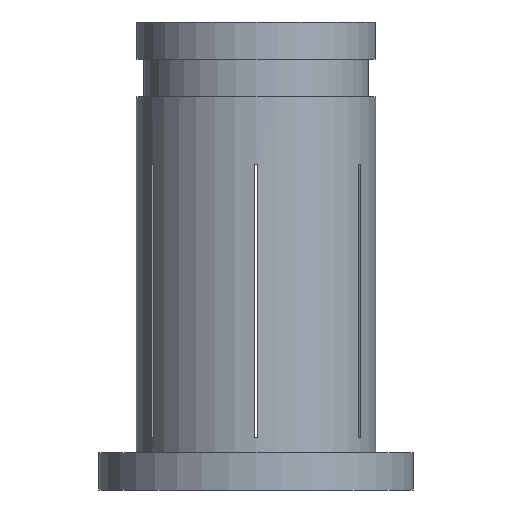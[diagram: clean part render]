
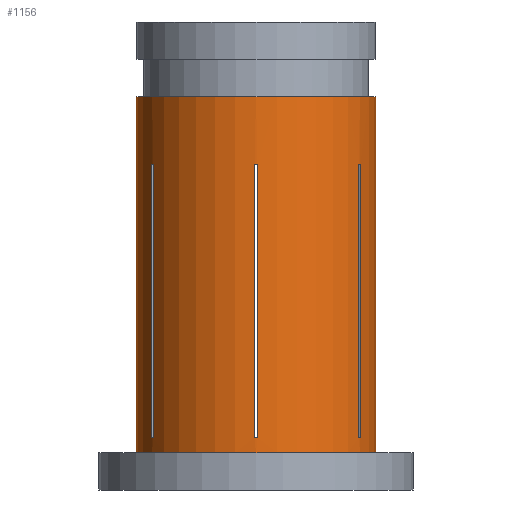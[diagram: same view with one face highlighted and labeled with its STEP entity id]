
A CAD part, front view. The second image highlights one B-rep face of the part: STEP entity #1156.
In plain terms, the highlighted cylindrical face has radius 16 mm (diameter 32 mm), a partial arc.
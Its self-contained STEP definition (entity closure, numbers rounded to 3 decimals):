
#4 = DIRECTION ( 'NONE',  ( 0., 0., -1. ) ) ;
#11 = VECTOR ( 'NONE', #91, 1000. ) ;
#18 = CARTESIAN_POINT ( 'NONE',  ( 0.2, -15.999, -19. ) ) ;
#42 = VECTOR ( 'NONE', #1608, 1000. ) ;
#49 = EDGE_CURVE ( 'NONE', #618, #998, #1354, .T. ) ;
#51 = LINE ( 'NONE', #1234, #1374 ) ;
#56 = VERTEX_POINT ( 'NONE', #695 ) ;
#71 = EDGE_LOOP ( 'NONE', ( #1600, #880, #1397, #868 ) ) ;
#72 = ORIENTED_EDGE ( 'NONE', *, *, #308, .T. ) ;
#79 = EDGE_CURVE ( 'NONE', #1578, #796, #442, .T. ) ;
#81 = DIRECTION ( 'NONE',  ( 1., 0., 0. ) ) ;
#82 = FACE_BOUND ( 'NONE', #1093, .T. ) ;
#84 = DIRECTION ( 'NONE',  ( 0., 0., -1. ) ) ;
#91 = DIRECTION ( 'NONE',  ( 0., 0., -1. ) ) ;
#112 = LINE ( 'NONE', #939, #601 ) ;
#116 = CIRCLE ( 'NONE', #870, 16. ) ;
#141 = EDGE_CURVE ( 'NONE', #1106, #1115, #1574, .T. ) ;
#162 = CARTESIAN_POINT ( 'NONE',  ( -16., 0., 0. ) ) ;
#187 = CARTESIAN_POINT ( 'NONE',  ( 13.755, -8.173, -55.5 ) ) ;
#189 = EDGE_CURVE ( 'NONE', #982, #56, #420, .T. ) ;
#197 = CARTESIAN_POINT ( 'NONE',  ( -13.955, -7.826, -19. ) ) ;
#216 = DIRECTION ( 'NONE',  ( -1., 0., 0. ) ) ;
#233 = VECTOR ( 'NONE', #1446, 1000. ) ;
#241 = VERTEX_POINT ( 'NONE', #187 ) ;
#243 = CARTESIAN_POINT ( 'NONE',  ( -16., 0., -10. ) ) ;
#260 = VERTEX_POINT ( 'NONE', #706 ) ;
#262 = CARTESIAN_POINT ( 'NONE',  ( 13.755, -8.173, 0. ) ) ;
#274 = VECTOR ( 'NONE', #508, 1000. ) ;
#280 = EDGE_CURVE ( 'NONE', #618, #241, #536, .T. ) ;
#289 = DIRECTION ( 'NONE',  ( 0., 0., 1. ) ) ;
#302 = ORIENTED_EDGE ( 'NONE', *, *, #1120, .T. ) ;
#305 = ORIENTED_EDGE ( 'NONE', *, *, #966, .T. ) ;
#308 = EDGE_CURVE ( 'NONE', #884, #260, #1278, .T. ) ;
#354 = CARTESIAN_POINT ( 'NONE',  ( 13.955, -7.826, 0. ) ) ;
#357 = VERTEX_POINT ( 'NONE', #1116 ) ;
#386 = CARTESIAN_POINT ( 'NONE',  ( 13.955, -7.826, -19. ) ) ;
#398 = CARTESIAN_POINT ( 'NONE',  ( 0., 0., -55.5 ) ) ;
#420 = LINE ( 'NONE', #806, #826 ) ;
#434 = CARTESIAN_POINT ( 'NONE',  ( 0., 0., -10. ) ) ;
#440 = DIRECTION ( 'NONE',  ( 1., 0., 0. ) ) ;
#442 = LINE ( 'NONE', #162, #597 ) ;
#467 = AXIS2_PLACEMENT_3D ( 'NONE', #1637, #1499, #1375 ) ;
#479 = ORIENTED_EDGE ( 'NONE', *, *, #875, .F. ) ;
#481 = CIRCLE ( 'NONE', #467, 16. ) ;
#484 = CARTESIAN_POINT ( 'NONE',  ( 13.955, -7.826, -55.5 ) ) ;
#508 = DIRECTION ( 'NONE',  ( 0., 0., -1. ) ) ;
#531 = AXIS2_PLACEMENT_3D ( 'NONE', #434, #289, #1158 ) ;
#536 = LINE ( 'NONE', #262, #233 ) ;
#555 = DIRECTION ( 'NONE',  ( 0., 0., 1. ) ) ;
#590 = FACE_BOUND ( 'NONE', #71, .T. ) ;
#597 = VECTOR ( 'NONE', #940, 1000. ) ;
#601 = VECTOR ( 'NONE', #1454, 1000. ) ;
#611 = CIRCLE ( 'NONE', #1388, 16. ) ;
#618 = VERTEX_POINT ( 'NONE', #1373 ) ;
#654 = EDGE_CURVE ( 'NONE', #1291, #241, #116, .T. ) ;
#658 = DIRECTION ( 'NONE',  ( -1., 0., 0. ) ) ;
#695 = CARTESIAN_POINT ( 'NONE',  ( 16., 0., -10. ) ) ;
#701 = VERTEX_POINT ( 'NONE', #1172 ) ;
#706 = CARTESIAN_POINT ( 'NONE',  ( 0.2, -15.999, -55.5 ) ) ;
#743 = CARTESIAN_POINT ( 'NONE',  ( 0.2, -15.999, 0. ) ) ;
#791 = EDGE_CURVE ( 'NONE', #1115, #357, #51, .T. ) ;
#796 = VERTEX_POINT ( 'NONE', #243 ) ;
#800 = CARTESIAN_POINT ( 'NONE',  ( 0., 0., -55.5 ) ) ;
#806 = CARTESIAN_POINT ( 'NONE',  ( 16., 0., 0. ) ) ;
#826 = VECTOR ( 'NONE', #555, 1000. ) ;
#834 = CARTESIAN_POINT ( 'NONE',  ( -0.2, -15.999, -55.5 ) ) ;
#860 = AXIS2_PLACEMENT_3D ( 'NONE', #398, #1403, #1279 ) ;
#868 = ORIENTED_EDGE ( 'NONE', *, *, #280, .F. ) ;
#869 = CARTESIAN_POINT ( 'NONE',  ( 0., 0., -19. ) ) ;
#870 = AXIS2_PLACEMENT_3D ( 'NONE', #800, #4, #658 ) ;
#872 = CARTESIAN_POINT ( 'NONE',  ( 16., 0., -57.5 ) ) ;
#875 = EDGE_CURVE ( 'NONE', #796, #56, #984, .T. ) ;
#876 = DIRECTION ( 'NONE',  ( 0., 0., 1. ) ) ;
#880 = ORIENTED_EDGE ( 'NONE', *, *, #1205, .T. ) ;
#884 = VERTEX_POINT ( 'NONE', #18 ) ;
#891 = AXIS2_PLACEMENT_3D ( 'NONE', #1434, #1181, #440 ) ;
#895 = DIRECTION ( 'NONE',  ( 1., 0., 0. ) ) ;
#906 = VERTEX_POINT ( 'NONE', #834 ) ;
#939 = CARTESIAN_POINT ( 'NONE',  ( -13.955, -7.826, 0. ) ) ;
#940 = DIRECTION ( 'NONE',  ( 0., 0., 1. ) ) ;
#962 = AXIS2_PLACEMENT_3D ( 'NONE', #1609, #84, #216 ) ;
#966 = EDGE_CURVE ( 'NONE', #1578, #982, #481, .T. ) ;
#971 = DIRECTION ( 'NONE',  ( 0., 0., -1. ) ) ;
#982 = VERTEX_POINT ( 'NONE', #872 ) ;
#984 = CIRCLE ( 'NONE', #531, 16. ) ;
#998 = VERTEX_POINT ( 'NONE', #386 ) ;
#1035 = ORIENTED_EDGE ( 'NONE', *, *, #79, .F. ) ;
#1038 = ORIENTED_EDGE ( 'NONE', *, *, #1200, .T. ) ;
#1049 = CIRCLE ( 'NONE', #860, 16. ) ;
#1077 = EDGE_LOOP ( 'NONE', ( #1224, #1339, #1522, #302 ) ) ;
#1088 = ORIENTED_EDGE ( 'NONE', *, *, #1168, .T. ) ;
#1089 = CARTESIAN_POINT ( 'NONE',  ( -0.2, -15.999, 0. ) ) ;
#1091 = EDGE_CURVE ( 'NONE', #1106, #1626, #112, .T. ) ;
#1093 = EDGE_LOOP ( 'NONE', ( #1312, #1038, #72, #1088 ) ) ;
#1106 = VERTEX_POINT ( 'NONE', #197 ) ;
#1115 = VERTEX_POINT ( 'NONE', #1594 ) ;
#1116 = CARTESIAN_POINT ( 'NONE',  ( -13.755, -8.173, -55.5 ) ) ;
#1120 = EDGE_CURVE ( 'NONE', #357, #1626, #1311, .T. ) ;
#1122 = CARTESIAN_POINT ( 'NONE',  ( 0., 0., 0. ) ) ;
#1134 = EDGE_CURVE ( 'NONE', #701, #906, #1318, .T. ) ;
#1150 = ORIENTED_EDGE ( 'NONE', *, *, #189, .T. ) ;
#1156 = ADVANCED_FACE ( 'NONE', ( #1263, #590, #1346, #82 ), #1283, .T. ) ;
#1158 = DIRECTION ( 'NONE',  ( 1., 0., 0. ) ) ;
#1168 = EDGE_CURVE ( 'NONE', #260, #906, #1049, .T. ) ;
#1170 = AXIS2_PLACEMENT_3D ( 'NONE', #869, #876, #895 ) ;
#1172 = CARTESIAN_POINT ( 'NONE',  ( -0.2, -15.999, -19. ) ) ;
#1174 = CARTESIAN_POINT ( 'NONE',  ( -13.955, -7.826, -55.5 ) ) ;
#1181 = DIRECTION ( 'NONE',  ( 0., 0., 1. ) ) ;
#1196 = EDGE_LOOP ( 'NONE', ( #1035, #305, #1150, #479 ) ) ;
#1200 = EDGE_CURVE ( 'NONE', #701, #884, #611, .T. ) ;
#1205 = EDGE_CURVE ( 'NONE', #998, #1291, #1590, .T. ) ;
#1208 = AXIS2_PLACEMENT_3D ( 'NONE', #1122, #1361, #1235 ) ;
#1224 = ORIENTED_EDGE ( 'NONE', *, *, #1091, .F. ) ;
#1229 = CARTESIAN_POINT ( 'NONE',  ( -16., 0., -57.5 ) ) ;
#1234 = CARTESIAN_POINT ( 'NONE',  ( -13.755, -8.173, 0. ) ) ;
#1235 = DIRECTION ( 'NONE',  ( 1., 0., 0. ) ) ;
#1263 = FACE_OUTER_BOUND ( 'NONE', #1196, .T. ) ;
#1278 = LINE ( 'NONE', #743, #274 ) ;
#1279 = DIRECTION ( 'NONE',  ( -1., 0., 0. ) ) ;
#1283 = CYLINDRICAL_SURFACE ( 'NONE', #1208, 16. ) ;
#1291 = VERTEX_POINT ( 'NONE', #484 ) ;
#1311 = CIRCLE ( 'NONE', #962, 16. ) ;
#1312 = ORIENTED_EDGE ( 'NONE', *, *, #1134, .F. ) ;
#1318 = LINE ( 'NONE', #1089, #11 ) ;
#1339 = ORIENTED_EDGE ( 'NONE', *, *, #141, .T. ) ;
#1346 = FACE_BOUND ( 'NONE', #1077, .T. ) ;
#1354 = CIRCLE ( 'NONE', #891, 16. ) ;
#1361 = DIRECTION ( 'NONE',  ( 0., 0., 1. ) ) ;
#1373 = CARTESIAN_POINT ( 'NONE',  ( 13.755, -8.173, -19. ) ) ;
#1374 = VECTOR ( 'NONE', #971, 1000. ) ;
#1375 = DIRECTION ( 'NONE',  ( 1., 0., 0. ) ) ;
#1388 = AXIS2_PLACEMENT_3D ( 'NONE', #1474, #1618, #81 ) ;
#1397 = ORIENTED_EDGE ( 'NONE', *, *, #654, .T. ) ;
#1403 = DIRECTION ( 'NONE',  ( 0., 0., -1. ) ) ;
#1434 = CARTESIAN_POINT ( 'NONE',  ( 0., 0., -19. ) ) ;
#1446 = DIRECTION ( 'NONE',  ( 0., 0., -1. ) ) ;
#1454 = DIRECTION ( 'NONE',  ( 0., 0., -1. ) ) ;
#1474 = CARTESIAN_POINT ( 'NONE',  ( 0., 0., -19. ) ) ;
#1499 = DIRECTION ( 'NONE',  ( 0., 0., 1. ) ) ;
#1522 = ORIENTED_EDGE ( 'NONE', *, *, #791, .T. ) ;
#1574 = CIRCLE ( 'NONE', #1170, 16. ) ;
#1578 = VERTEX_POINT ( 'NONE', #1229 ) ;
#1590 = LINE ( 'NONE', #354, #42 ) ;
#1594 = CARTESIAN_POINT ( 'NONE',  ( -13.755, -8.173, -19. ) ) ;
#1600 = ORIENTED_EDGE ( 'NONE', *, *, #49, .T. ) ;
#1608 = DIRECTION ( 'NONE',  ( 0., 0., -1. ) ) ;
#1609 = CARTESIAN_POINT ( 'NONE',  ( 0., 0., -55.5 ) ) ;
#1618 = DIRECTION ( 'NONE',  ( 0., 0., 1. ) ) ;
#1626 = VERTEX_POINT ( 'NONE', #1174 ) ;
#1637 = CARTESIAN_POINT ( 'NONE',  ( 0., 0., -57.5 ) ) ;
